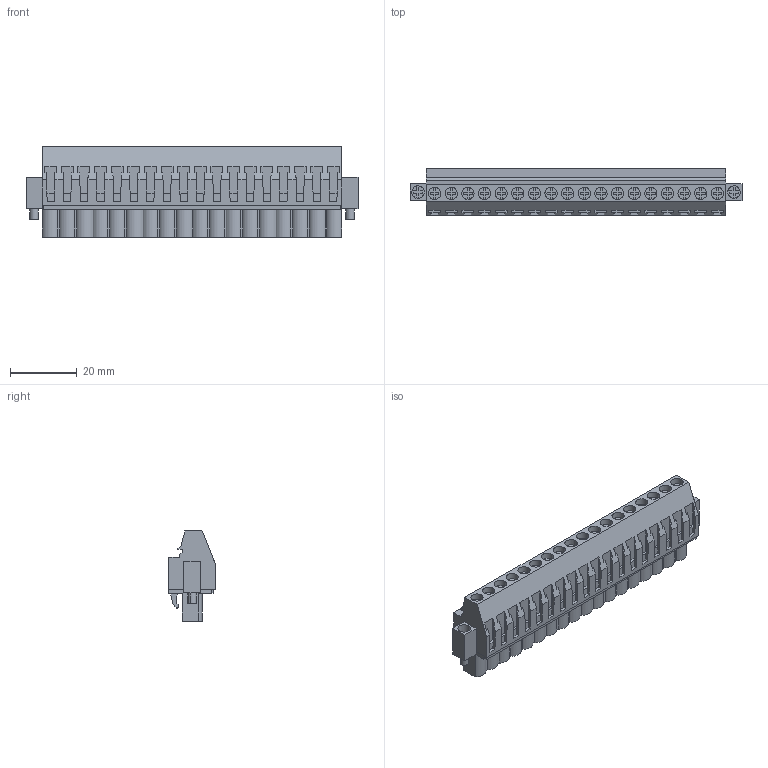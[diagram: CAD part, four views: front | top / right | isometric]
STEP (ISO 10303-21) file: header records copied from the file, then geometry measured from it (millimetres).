
FILE_DESCRIPTION(('CATIA V5 STEP Exchange','CAx-IF Rec.Pracs.--- Model Styling and Organization---1.2---2011-12-15'),'2;1');
FILE_NAME ('D1460496_0_1959590000_1959590000.stp','2017-09-20T13:25:42+00:00',('none'),('Weidmueller'),'CATIA Version 5-6 Release 2014','CATIA V5 STEP AP214','none');
FILE_SCHEMA(('AUTOMOTIVE_DESIGN { 1 0 10303 214 1 1 1 1 }'));
Length unit declared in the file: millimetre
Products named in the file (1): 1959590000
Bounding box: 99.8 x 14.05 x 27.2 mm (x, y, z)
Volume: 20899.4 mm3; surface area: 12496.2 mm2
Topology: 21 solids, 21 shells, 1198 faces, 3302 edges, 2225 vertices
Faces by surface type: plane 1008, cylinder 180, extrusion 10
Entity records: 34969 total; most frequent: ORIENTED_EDGE 6604, CARTESIAN_POINT 6399, DIRECTION 4632, EDGE_CURVE 3302, VECTOR 2840, LINE 2830, VERTEX_POINT 2225, EDGE_LOOP 1282
